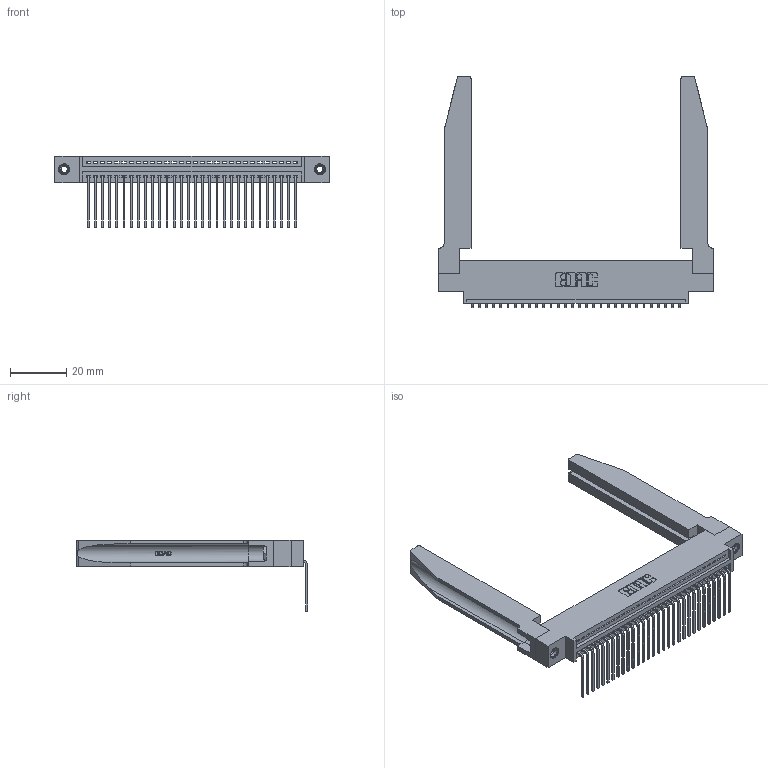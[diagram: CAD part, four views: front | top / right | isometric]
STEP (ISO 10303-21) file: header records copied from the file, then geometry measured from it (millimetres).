
FILE_DESCRIPTION (( 'STEP AP203' ), '1' );
FILE_NAME ('395-030-559-678.STEP', '2019-10-19T08:02:53', ( '' ), ( '' ), 'SwSTEP 2.0', 'SolidWorks 2016', '' );
FILE_SCHEMA (( 'CONFIG_CONTROL_DESIGN' ));
Length unit declared in the file: inch
Products named in the file (5): 345 Part_0.170 Offset - 0.156 Dia-TH; 345-250-001_345-250-001-102; 395-030-559-678; 345-292-001_558 559 Tail - 1; 345-220-078_345-220-078
Assembly tree (35 placements, depth 2):
  395-030-559-678
    345 Part_0.170 Offset - 0.156 Dia-TH
    345-292-001_558 559 Tail - 1  x30
    345-250-001_345-250-001-102  x2
    345-220-078_345-220-078  x2
Bounding box: 97.43 x 82.03 x 25.53 mm (x, y, z)
Volume: 16913.2 mm3; surface area: 19546.2 mm2
Topology: 35 solids, 35 shells, 2164 faces, 6421 edges, 4230 vertices
Faces by surface type: plane 1486, cylinder 626, bspline 36, cone 12, torus 4
Entity records: 29150 total; most frequent: CARTESIAN_POINT 5949, ORIENTED_EDGE 4810, DIRECTION 4219, EDGE_CURVE 2405, VECTOR 2059, LINE 2059, VERTEX_POINT 1596, AXIS2_PLACEMENT_3D 1080
